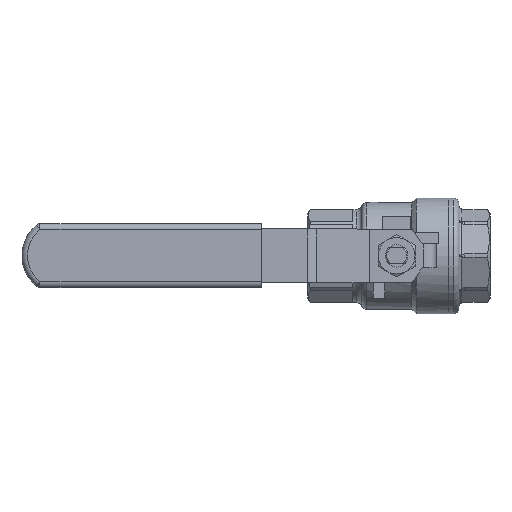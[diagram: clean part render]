
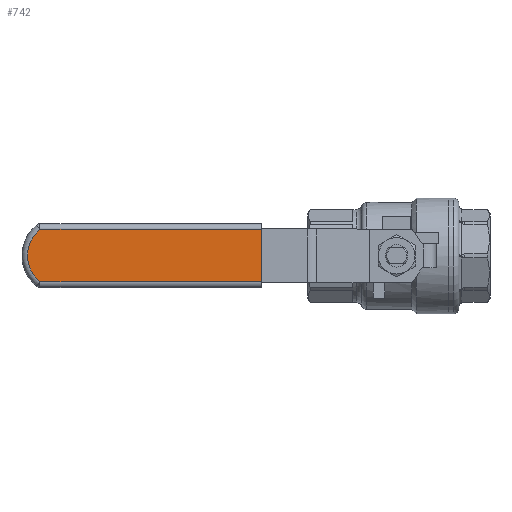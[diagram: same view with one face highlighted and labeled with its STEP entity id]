
A CAD part, top view. The second image highlights one B-rep face of the part: STEP entity #742.
In plain terms, the highlighted planar face has unit normal (0, 0, 1).
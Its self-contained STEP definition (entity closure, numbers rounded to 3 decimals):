
#742=ADVANCED_FACE('',(#1469),#1470,.T.);
#1469=FACE_OUTER_BOUND('',#2403,.T.);
#1470=PLANE('',#2404);
#2403=EDGE_LOOP('',(#4178,#4179,#4180,#4181));
#2404=AXIS2_PLACEMENT_3D('',#4182,#4183,#4184);
#4178=ORIENTED_EDGE('',*,*,#5639,.T.);
#4179=ORIENTED_EDGE('',*,*,#5653,.T.);
#4180=ORIENTED_EDGE('',*,*,#5654,.T.);
#4181=ORIENTED_EDGE('',*,*,#5655,.T.);
#4182=CARTESIAN_POINT('',(-71.0,0.,3.15));
#4183=DIRECTION('',(0.0,0.0,1.0));
#4184=DIRECTION('',(1.0,0.0,0.0));
#5639=EDGE_CURVE('',#6566,#6564,#6567,.T.);
#5653=EDGE_CURVE('',#6564,#6523,#6585,.T.);
#5654=EDGE_CURVE('',#6523,#6586,#6587,.T.);
#5655=EDGE_CURVE('',#6586,#6566,#6588,.T.);
#6523=VERTEX_POINT('',#8090);
#6564=VERTEX_POINT('',#8143);
#6566=VERTEX_POINT('',#8145);
#6567=LINE('',#8146,#8147);
#6585=LINE('',#8171,#8172);
#6586=VERTEX_POINT('',#8173);
#6587=CIRCLE('',#8174,12.0);
#6588=LINE('',#8175,#8176);
#8090=CARTESIAN_POINT('',(-78.584,9.3,3.15));
#8143=CARTESIAN_POINT('',(0.0,9.3,3.15));
#8145=CARTESIAN_POINT('',(0.0,-9.3,3.15));
#8146=CARTESIAN_POINT('',(0.0,-11.3,3.15));
#8147=VECTOR('',#9812,1.0);
#8171=CARTESIAN_POINT('',(-79.265,9.3,3.15));
#8172=VECTOR('',#9828,1.0);
#8173=CARTESIAN_POINT('',(-78.584,-9.3,3.15));
#8174=AXIS2_PLACEMENT_3D('',#9829,#9830,#9831);
#8175=CARTESIAN_POINT('',(0.0,-9.3,3.15));
#8176=VECTOR('',#9832,1.0);
#9812=DIRECTION('',(0.0,1.0,0.0));
#9828=DIRECTION('',(-1.0,0.,0.0));
#9829=CARTESIAN_POINT('',(-71.0,0.,3.15));
#9830=DIRECTION('',(0.0,0.0,1.0));
#9831=DIRECTION('',(1.0,0.0,0.0));
#9832=DIRECTION('',(1.0,0.,0.0));
